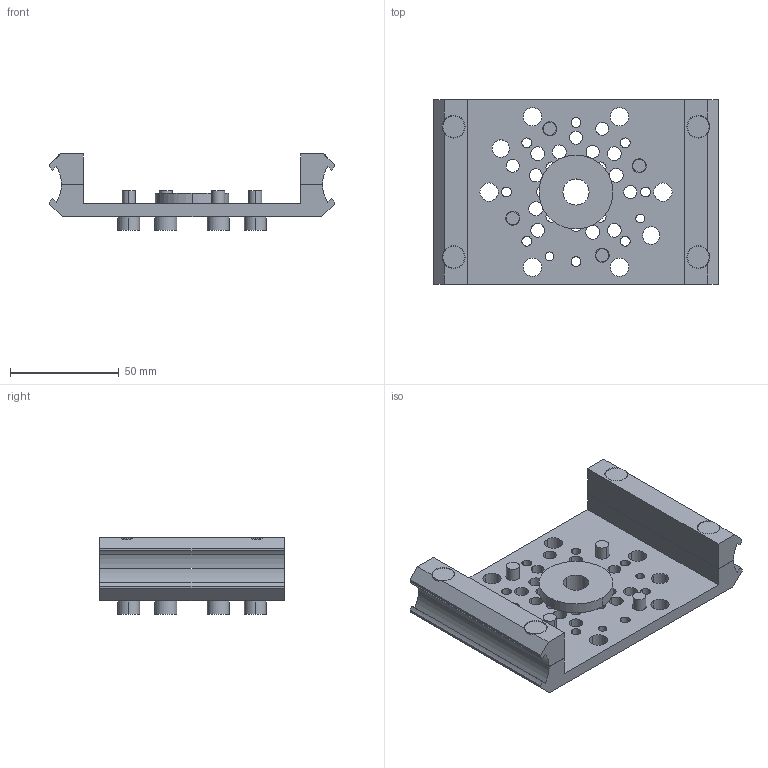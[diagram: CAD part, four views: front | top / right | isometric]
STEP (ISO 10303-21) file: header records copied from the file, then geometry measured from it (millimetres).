
FILE_DESCRIPTION (( 'STEP AP203' ), '1' );
FILE_NAME ('10.01.49.00027.step', '2022-11-07T19:15:16', ( '' ), ( '' ), 'SwSTEP 2.0', 'SolidWorks 2021', '' );
FILE_SCHEMA (( 'CONFIG_CONTROL_DESIGN' ));
Length unit declared in the file: inch
Products named in the file (1): 10.01.49.00027
Bounding box: 131 x 85 x 35 mm (x, y, z)
Volume: 108775.2 mm3; surface area: 49891.9 mm2
Topology: 12 solids, 12 shells, 217 faces, 552 edges, 368 vertices
Faces by surface type: cylinder 156, plane 61
Entity records: 6987 total; most frequent: DIRECTION 1300, CARTESIAN_POINT 1150, ORIENTED_EDGE 1104, EDGE_CURVE 552, AXIS2_PLACEMENT_3D 534, VERTEX_POINT 368, EDGE_LOOP 330, CIRCLE 316
